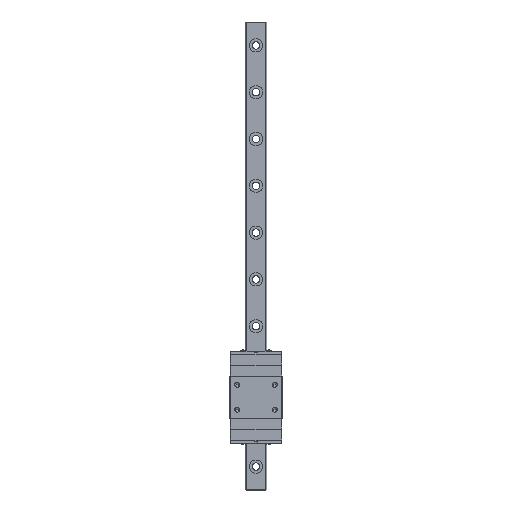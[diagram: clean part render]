
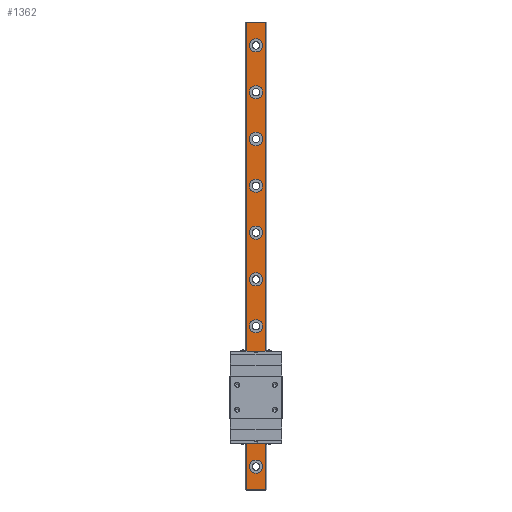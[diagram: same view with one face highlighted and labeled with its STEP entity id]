
A CAD part, top view. The second image highlights one B-rep face of the part: STEP entity #1362.
In plain terms, the highlighted planar face has unit normal (0, 0, 1).
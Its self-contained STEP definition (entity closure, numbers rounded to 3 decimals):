
#1362=ADVANCED_FACE('',(#2735,#2736,#2737,#2738,#2739,#2740,#2741,#2742,#2743,#2744,#2745),#2746,.T.);
#2735=FACE_BOUND('',#4120,.T.);
#2736=FACE_BOUND('',#4121,.T.);
#2737=FACE_BOUND('',#4122,.T.);
#2738=FACE_BOUND('',#4123,.T.);
#2739=FACE_BOUND('',#4124,.T.);
#2740=FACE_BOUND('',#4125,.T.);
#2741=FACE_BOUND('',#4126,.T.);
#2742=FACE_BOUND('',#4127,.T.);
#2743=FACE_BOUND('',#4128,.T.);
#2744=FACE_BOUND('',#4129,.T.);
#2745=FACE_OUTER_BOUND('',#4130,.T.);
#2746=PLANE('',#4131);
#4120=EDGE_LOOP('',(#8146,#8147));
#4121=EDGE_LOOP('',(#8148,#8149));
#4122=EDGE_LOOP('',(#8150,#8151));
#4123=EDGE_LOOP('',(#8152,#8153));
#4124=EDGE_LOOP('',(#8154,#8155));
#4125=EDGE_LOOP('',(#8156,#8157));
#4126=EDGE_LOOP('',(#8158,#8159));
#4127=EDGE_LOOP('',(#8160,#8161));
#4128=EDGE_LOOP('',(#8162,#8163));
#4129=EDGE_LOOP('',(#8164,#8165));
#4130=EDGE_LOOP('',(#8166,#8167,#8168,#8169));
#4131=AXIS2_PLACEMENT_3D('',#8170,#8171,#8172);
#8146=ORIENTED_EDGE('',*,*,#9508,.T.);
#8147=ORIENTED_EDGE('',*,*,#9820,.T.);
#8148=ORIENTED_EDGE('',*,*,#9498,.T.);
#8149=ORIENTED_EDGE('',*,*,#9827,.T.);
#8150=ORIENTED_EDGE('',*,*,#9488,.T.);
#8151=ORIENTED_EDGE('',*,*,#9834,.T.);
#8152=ORIENTED_EDGE('',*,*,#9478,.T.);
#8153=ORIENTED_EDGE('',*,*,#9841,.T.);
#8154=ORIENTED_EDGE('',*,*,#9468,.T.);
#8155=ORIENTED_EDGE('',*,*,#9848,.T.);
#8156=ORIENTED_EDGE('',*,*,#9458,.T.);
#8157=ORIENTED_EDGE('',*,*,#9855,.T.);
#8158=ORIENTED_EDGE('',*,*,#9448,.T.);
#8159=ORIENTED_EDGE('',*,*,#9862,.T.);
#8160=ORIENTED_EDGE('',*,*,#9438,.T.);
#8161=ORIENTED_EDGE('',*,*,#9869,.T.);
#8162=ORIENTED_EDGE('',*,*,#9428,.T.);
#8163=ORIENTED_EDGE('',*,*,#9876,.T.);
#8164=ORIENTED_EDGE('',*,*,#9418,.T.);
#8165=ORIENTED_EDGE('',*,*,#9883,.T.);
#8166=ORIENTED_EDGE('',*,*,#9802,.T.);
#8167=ORIENTED_EDGE('',*,*,#9909,.F.);
#8168=ORIENTED_EDGE('',*,*,#9684,.T.);
#8169=ORIENTED_EDGE('',*,*,#9907,.T.);
#8170=CARTESIAN_POINT('',(0.0,150.0,4.8));
#8171=DIRECTION('',(0.0,0.0,1.0));
#8172=DIRECTION('',(-1.0,0.0,0.0));
#9418=EDGE_CURVE('',#11572,#11569,#11573,.T.);
#9428=EDGE_CURVE('',#11590,#11587,#11591,.T.);
#9438=EDGE_CURVE('',#11608,#11605,#11609,.T.);
#9448=EDGE_CURVE('',#11626,#11623,#11627,.T.);
#9458=EDGE_CURVE('',#11644,#11641,#11645,.T.);
#9468=EDGE_CURVE('',#11662,#11659,#11663,.T.);
#9478=EDGE_CURVE('',#11680,#11677,#11681,.T.);
#9488=EDGE_CURVE('',#11698,#11695,#11699,.T.);
#9498=EDGE_CURVE('',#11716,#11713,#11717,.T.);
#9508=EDGE_CURVE('',#11734,#11731,#11735,.T.);
#9684=EDGE_CURVE('',#12005,#12003,#12006,.T.);
#9802=EDGE_CURVE('',#12194,#12192,#12195,.T.);
#9820=EDGE_CURVE('',#11731,#11734,#12222,.T.);
#9827=EDGE_CURVE('',#11713,#11716,#12229,.T.);
#9834=EDGE_CURVE('',#11695,#11698,#12236,.T.);
#9841=EDGE_CURVE('',#11677,#11680,#12243,.T.);
#9848=EDGE_CURVE('',#11659,#11662,#12250,.T.);
#9855=EDGE_CURVE('',#11641,#11644,#12257,.T.);
#9862=EDGE_CURVE('',#11623,#11626,#12264,.T.);
#9869=EDGE_CURVE('',#11605,#11608,#12271,.T.);
#9876=EDGE_CURVE('',#11587,#11590,#12278,.T.);
#9883=EDGE_CURVE('',#11569,#11572,#12285,.T.);
#9907=EDGE_CURVE('',#12003,#12194,#12309,.T.);
#9909=EDGE_CURVE('',#12005,#12192,#12311,.T.);
#11569=VERTEX_POINT('',#15039);
#11572=VERTEX_POINT('',#15043);
#11573=CIRCLE('',#15044,2.1);
#11587=VERTEX_POINT('',#15061);
#11590=VERTEX_POINT('',#15065);
#11591=CIRCLE('',#15066,2.1);
#11605=VERTEX_POINT('',#15083);
#11608=VERTEX_POINT('',#15087);
#11609=CIRCLE('',#15088,2.1);
#11623=VERTEX_POINT('',#15105);
#11626=VERTEX_POINT('',#15109);
#11627=CIRCLE('',#15110,2.1);
#11641=VERTEX_POINT('',#15127);
#11644=VERTEX_POINT('',#15131);
#11645=CIRCLE('',#15132,2.1);
#11659=VERTEX_POINT('',#15149);
#11662=VERTEX_POINT('',#15153);
#11663=CIRCLE('',#15154,2.1);
#11677=VERTEX_POINT('',#15171);
#11680=VERTEX_POINT('',#15175);
#11681=CIRCLE('',#15176,2.1);
#11695=VERTEX_POINT('',#15193);
#11698=VERTEX_POINT('',#15197);
#11699=CIRCLE('',#15198,2.1);
#11713=VERTEX_POINT('',#15215);
#11716=VERTEX_POINT('',#15219);
#11717=CIRCLE('',#15220,2.1);
#11731=VERTEX_POINT('',#15237);
#11734=VERTEX_POINT('',#15241);
#11735=CIRCLE('',#15242,2.1);
#12003=VERTEX_POINT('',#15632);
#12005=VERTEX_POINT('',#15635);
#12006=LINE('',#15636,#15637);
#12192=VERTEX_POINT('',#15901);
#12194=VERTEX_POINT('',#15904);
#12195=LINE('',#15905,#15906);
#12222=CIRCLE('',#15937,2.1);
#12229=CIRCLE('',#15944,2.1);
#12236=CIRCLE('',#15951,2.1);
#12243=CIRCLE('',#15958,2.1);
#12250=CIRCLE('',#15965,2.1);
#12257=CIRCLE('',#15972,2.1);
#12264=CIRCLE('',#15979,2.1);
#12271=CIRCLE('',#15986,2.1);
#12278=CIRCLE('',#15993,2.1);
#12285=CIRCLE('',#16000,2.1);
#12309=LINE('',#16035,#16036);
#12311=LINE('',#16038,#16039);
#15039=CARTESIAN_POINT('',(2.1,7.5,4.8));
#15043=CARTESIAN_POINT('',(-2.1,7.5,4.8));
#15044=AXIS2_PLACEMENT_3D('',#17199,#17200,#17201);
#15061=CARTESIAN_POINT('',(2.1,22.5,4.8));
#15065=CARTESIAN_POINT('',(-2.1,22.5,4.8));
#15066=AXIS2_PLACEMENT_3D('',#17215,#17216,#17217);
#15083=CARTESIAN_POINT('',(2.1,37.5,4.8));
#15087=CARTESIAN_POINT('',(-2.1,37.5,4.8));
#15088=AXIS2_PLACEMENT_3D('',#17231,#17232,#17233);
#15105=CARTESIAN_POINT('',(2.1,52.5,4.8));
#15109=CARTESIAN_POINT('',(-2.1,52.5,4.8));
#15110=AXIS2_PLACEMENT_3D('',#17247,#17248,#17249);
#15127=CARTESIAN_POINT('',(2.1,67.5,4.8));
#15131=CARTESIAN_POINT('',(-2.1,67.5,4.8));
#15132=AXIS2_PLACEMENT_3D('',#17263,#17264,#17265);
#15149=CARTESIAN_POINT('',(2.1,82.5,4.8));
#15153=CARTESIAN_POINT('',(-2.1,82.5,4.8));
#15154=AXIS2_PLACEMENT_3D('',#17279,#17280,#17281);
#15171=CARTESIAN_POINT('',(2.1,97.5,4.8));
#15175=CARTESIAN_POINT('',(-2.1,97.5,4.8));
#15176=AXIS2_PLACEMENT_3D('',#17295,#17296,#17297);
#15193=CARTESIAN_POINT('',(2.1,112.5,4.8));
#15197=CARTESIAN_POINT('',(-2.1,112.5,4.8));
#15198=AXIS2_PLACEMENT_3D('',#17311,#17312,#17313);
#15215=CARTESIAN_POINT('',(2.1,127.5,4.8));
#15219=CARTESIAN_POINT('',(-2.1,127.5,4.8));
#15220=AXIS2_PLACEMENT_3D('',#17327,#17328,#17329);
#15237=CARTESIAN_POINT('',(2.1,142.5,4.8));
#15241=CARTESIAN_POINT('',(-2.1,142.5,4.8));
#15242=AXIS2_PLACEMENT_3D('',#17343,#17344,#17345);
#15632=CARTESIAN_POINT('',(-3.2,150.0,4.8));
#15635=CARTESIAN_POINT('',(3.2,150.0,4.8));
#15636=CARTESIAN_POINT('',(3.2,150.0,4.8));
#15637=VECTOR('',#17499,1.0);
#15901=CARTESIAN_POINT('',(3.2,0.0,4.8));
#15904=CARTESIAN_POINT('',(-3.2,0.0,4.8));
#15905=CARTESIAN_POINT('',(3.2,0.0,4.8));
#15906=VECTOR('',#17621,1.0);
#15937=AXIS2_PLACEMENT_3D('',#17656,#17657,#17658);
#15944=AXIS2_PLACEMENT_3D('',#17668,#17669,#17670);
#15951=AXIS2_PLACEMENT_3D('',#17680,#17681,#17682);
#15958=AXIS2_PLACEMENT_3D('',#17692,#17693,#17694);
#15965=AXIS2_PLACEMENT_3D('',#17704,#17705,#17706);
#15972=AXIS2_PLACEMENT_3D('',#17716,#17717,#17718);
#15979=AXIS2_PLACEMENT_3D('',#17728,#17729,#17730);
#15986=AXIS2_PLACEMENT_3D('',#17740,#17741,#17742);
#15993=AXIS2_PLACEMENT_3D('',#17752,#17753,#17754);
#16000=AXIS2_PLACEMENT_3D('',#17764,#17765,#17766);
#16035=CARTESIAN_POINT('',(-3.2,150.0,4.8));
#16036=VECTOR('',#17778,1.0);
#16038=CARTESIAN_POINT('',(3.2,150.0,4.8));
#16039=VECTOR('',#17779,1.0);
#17199=CARTESIAN_POINT('',(0.0,7.5,4.8));
#17200=DIRECTION('',(0.0,0.0,-1.0));
#17201=DIRECTION('',(1.0,0.0,0.0));
#17215=CARTESIAN_POINT('',(0.0,22.5,4.8));
#17216=DIRECTION('',(0.0,0.0,-1.0));
#17217=DIRECTION('',(1.0,0.0,0.0));
#17231=CARTESIAN_POINT('',(0.0,37.5,4.8));
#17232=DIRECTION('',(0.0,0.0,-1.0));
#17233=DIRECTION('',(1.0,0.0,0.0));
#17247=CARTESIAN_POINT('',(0.0,52.5,4.8));
#17248=DIRECTION('',(0.0,0.0,-1.0));
#17249=DIRECTION('',(1.0,0.0,0.0));
#17263=CARTESIAN_POINT('',(0.0,67.5,4.8));
#17264=DIRECTION('',(0.0,0.0,-1.0));
#17265=DIRECTION('',(1.0,0.0,0.0));
#17279=CARTESIAN_POINT('',(0.0,82.5,4.8));
#17280=DIRECTION('',(0.0,0.0,-1.0));
#17281=DIRECTION('',(1.0,0.0,0.0));
#17295=CARTESIAN_POINT('',(0.0,97.5,4.8));
#17296=DIRECTION('',(0.0,0.0,-1.0));
#17297=DIRECTION('',(1.0,0.0,0.0));
#17311=CARTESIAN_POINT('',(0.0,112.5,4.8));
#17312=DIRECTION('',(0.0,0.0,-1.0));
#17313=DIRECTION('',(1.0,0.0,0.0));
#17327=CARTESIAN_POINT('',(0.0,127.5,4.8));
#17328=DIRECTION('',(0.0,0.0,-1.0));
#17329=DIRECTION('',(1.0,0.0,0.0));
#17343=CARTESIAN_POINT('',(0.0,142.5,4.8));
#17344=DIRECTION('',(0.0,0.0,-1.0));
#17345=DIRECTION('',(1.0,0.0,0.0));
#17499=DIRECTION('',(-1.0,0.0,0.0));
#17621=DIRECTION('',(1.0,0.0,0.0));
#17656=CARTESIAN_POINT('',(0.0,142.5,4.8));
#17657=DIRECTION('',(0.0,0.0,-1.0));
#17658=DIRECTION('',(1.0,0.0,0.0));
#17668=CARTESIAN_POINT('',(0.0,127.5,4.8));
#17669=DIRECTION('',(0.0,0.0,-1.0));
#17670=DIRECTION('',(1.0,0.0,0.0));
#17680=CARTESIAN_POINT('',(0.0,112.5,4.8));
#17681=DIRECTION('',(0.0,0.0,-1.0));
#17682=DIRECTION('',(1.0,0.0,0.0));
#17692=CARTESIAN_POINT('',(0.0,97.5,4.8));
#17693=DIRECTION('',(0.0,0.0,-1.0));
#17694=DIRECTION('',(1.0,0.0,0.0));
#17704=CARTESIAN_POINT('',(0.0,82.5,4.8));
#17705=DIRECTION('',(0.0,0.0,-1.0));
#17706=DIRECTION('',(1.0,0.0,0.0));
#17716=CARTESIAN_POINT('',(0.0,67.5,4.8));
#17717=DIRECTION('',(0.0,0.0,-1.0));
#17718=DIRECTION('',(1.0,0.0,0.0));
#17728=CARTESIAN_POINT('',(0.0,52.5,4.8));
#17729=DIRECTION('',(0.0,0.0,-1.0));
#17730=DIRECTION('',(1.0,0.0,0.0));
#17740=CARTESIAN_POINT('',(0.0,37.5,4.8));
#17741=DIRECTION('',(0.0,0.0,-1.0));
#17742=DIRECTION('',(1.0,0.0,0.0));
#17752=CARTESIAN_POINT('',(0.0,22.5,4.8));
#17753=DIRECTION('',(0.0,0.0,-1.0));
#17754=DIRECTION('',(1.0,0.0,0.0));
#17764=CARTESIAN_POINT('',(0.0,7.5,4.8));
#17765=DIRECTION('',(0.0,0.0,-1.0));
#17766=DIRECTION('',(1.0,0.0,0.0));
#17778=DIRECTION('',(0.0,-1.0,0.0));
#17779=DIRECTION('',(0.0,-1.0,0.0));
